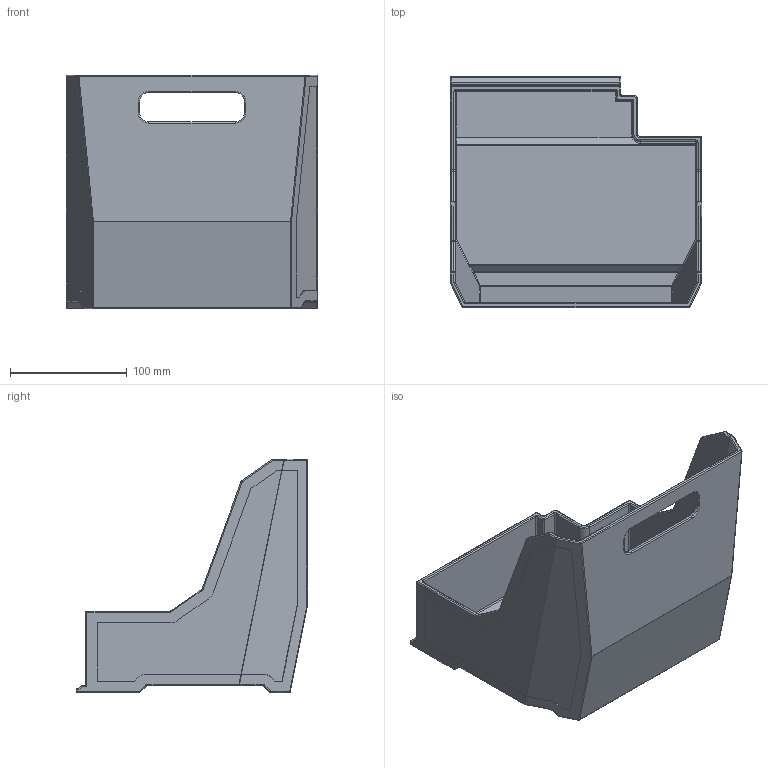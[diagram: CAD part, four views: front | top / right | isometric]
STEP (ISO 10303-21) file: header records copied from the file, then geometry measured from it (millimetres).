
FILE_DESCRIPTION(/* description */ (''),/* implementation_level */ '2;1');
FILE_NAME(/* name */ '335废料盒.stp',/* time_stamp */ '2025-07-17T17:34:09+08:00',/* author */ ('o12345'),/* organization */ (''),/* preprocessor_version */ 'ST-DEVELOPER v18',/* originating_system */ 'Autodesk Inventor 2020',/* authorisation */ '');
FILE_SCHEMA (('AUTOMOTIVE_DESIGN { 1 0 10303 214 3 1 1 }'));
Length unit declared in the file: millimetre
Products named in the file (1): 335废料盒
Bounding box: 215 x 198 x 200 mm (x, y, z)
Volume: 486402.4 mm3; surface area: 252732.1 mm2
Topology: 1 solids, 1 shells, 323 faces, 724 edges, 403 vertices
Faces by surface type: cylinder 141, plane 85, sphere 39, torus 35, bspline 23
Entity records: 9119 total; most frequent: CARTESIAN_POINT 1797, DIRECTION 1667, ORIENTED_EDGE 1448, EDGE_CURVE 724, AXIS2_PLACEMENT_3D 642, VERTEX_POINT 403, LINE 383, VECTOR 383
